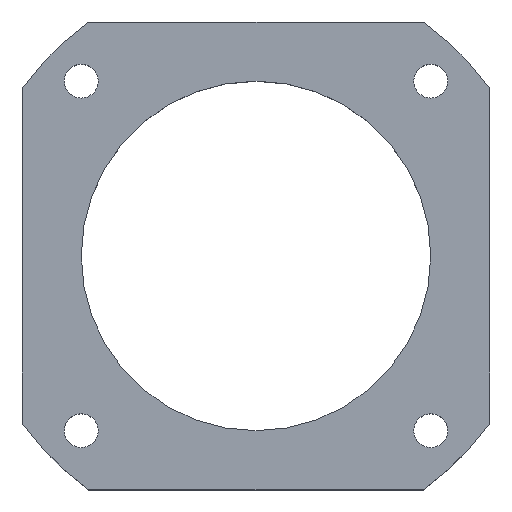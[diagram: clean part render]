
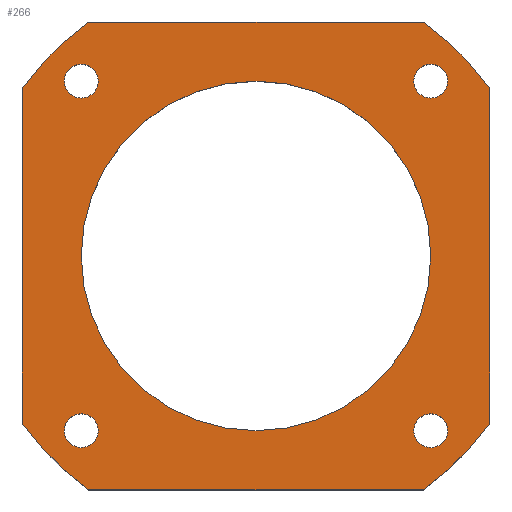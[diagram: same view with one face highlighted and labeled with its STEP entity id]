
A CAD part, top view. The second image highlights one B-rep face of the part: STEP entity #266.
In plain terms, the highlighted planar face has unit normal (0, 0, 1).
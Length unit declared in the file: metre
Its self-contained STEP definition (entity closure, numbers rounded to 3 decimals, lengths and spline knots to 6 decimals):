
#30=CIRCLE('',#304,0.0255);
#31=CIRCLE('',#305,0.0255);
#32=CIRCLE('',#306,0.0255);
#33=CIRCLE('',#307,0.0255);
#34=CIRCLE('',#308,0.0155);
#35=CIRCLE('',#309,0.0015);
#36=CIRCLE('',#310,0.0015);
#37=CIRCLE('',#311,0.0015);
#38=CIRCLE('',#312,0.0015);
#52=ORIENTED_EDGE('',*,*,#120,.F.);
#53=ORIENTED_EDGE('',*,*,#121,.F.);
#54=ORIENTED_EDGE('',*,*,#122,.F.);
#55=ORIENTED_EDGE('',*,*,#123,.F.);
#56=ORIENTED_EDGE('',*,*,#124,.F.);
#57=ORIENTED_EDGE('',*,*,#125,.F.);
#58=ORIENTED_EDGE('',*,*,#126,.F.);
#59=ORIENTED_EDGE('',*,*,#127,.F.);
#60=ORIENTED_EDGE('',*,*,#128,.T.);
#61=ORIENTED_EDGE('',*,*,#129,.F.);
#62=ORIENTED_EDGE('',*,*,#130,.F.);
#63=ORIENTED_EDGE('',*,*,#131,.F.);
#64=ORIENTED_EDGE('',*,*,#132,.F.);
#120=EDGE_CURVE('',#154,#155,#171,.T.);
#121=EDGE_CURVE('',#156,#154,#30,.T.);
#122=EDGE_CURVE('',#157,#156,#172,.T.);
#123=EDGE_CURVE('',#158,#157,#31,.T.);
#124=EDGE_CURVE('',#159,#158,#173,.T.);
#125=EDGE_CURVE('',#160,#159,#32,.T.);
#126=EDGE_CURVE('',#161,#160,#174,.T.);
#127=EDGE_CURVE('',#155,#161,#33,.T.);
#128=EDGE_CURVE('',#162,#162,#34,.T.);
#129=EDGE_CURVE('',#163,#163,#35,.T.);
#130=EDGE_CURVE('',#164,#164,#36,.T.);
#131=EDGE_CURVE('',#165,#165,#37,.T.);
#132=EDGE_CURVE('',#166,#166,#38,.T.);
#154=VERTEX_POINT('',#440);
#155=VERTEX_POINT('',#441);
#156=VERTEX_POINT('',#443);
#157=VERTEX_POINT('',#445);
#158=VERTEX_POINT('',#447);
#159=VERTEX_POINT('',#449);
#160=VERTEX_POINT('',#451);
#161=VERTEX_POINT('',#453);
#162=VERTEX_POINT('',#456);
#163=VERTEX_POINT('',#458);
#164=VERTEX_POINT('',#460);
#165=VERTEX_POINT('',#462);
#166=VERTEX_POINT('',#464);
#171=LINE('',#439,#187);
#172=LINE('',#444,#188);
#173=LINE('',#448,#189);
#174=LINE('',#452,#190);
#187=VECTOR('',#354,1.);
#188=VECTOR('',#357,1.);
#189=VECTOR('',#360,1.);
#190=VECTOR('',#363,1.);
#205=EDGE_LOOP('',(#52,#53,#54,#55,#56,#57,#58,#59));
#206=EDGE_LOOP('',(#60));
#207=EDGE_LOOP('',(#61));
#208=EDGE_LOOP('',(#62));
#209=EDGE_LOOP('',(#63));
#210=EDGE_LOOP('',(#64));
#235=FACE_BOUND('',#205,.T.);
#236=FACE_BOUND('',#206,.T.);
#237=FACE_BOUND('',#207,.T.);
#238=FACE_BOUND('',#208,.T.);
#239=FACE_BOUND('',#209,.T.);
#240=FACE_BOUND('',#210,.T.);
#260=PLANE('',#303);
#266=ADVANCED_FACE('',(#235,#236,#237,#238,#239,#240),#260,.F.);
#303=AXIS2_PLACEMENT_3D('',#438,#352,#353);
#304=AXIS2_PLACEMENT_3D('',#442,#355,#356);
#305=AXIS2_PLACEMENT_3D('',#446,#358,#359);
#306=AXIS2_PLACEMENT_3D('',#450,#361,#362);
#307=AXIS2_PLACEMENT_3D('',#454,#364,#365);
#308=AXIS2_PLACEMENT_3D('',#455,#366,#367);
#309=AXIS2_PLACEMENT_3D('',#457,#368,#369);
#310=AXIS2_PLACEMENT_3D('',#459,#370,#371);
#311=AXIS2_PLACEMENT_3D('',#461,#372,#373);
#312=AXIS2_PLACEMENT_3D('',#463,#374,#375);
#352=DIRECTION('',(0.,0.,-1.));
#353=DIRECTION('',(-1.,0.,0.));
#354=DIRECTION('',(-1.,0.,0.));
#355=DIRECTION('',(0.,0.,-1.));
#356=DIRECTION('',(1.,0.,0.));
#357=DIRECTION('',(0.,-1.,0.));
#358=DIRECTION('',(0.,0.,-1.));
#359=DIRECTION('',(1.,0.,0.));
#360=DIRECTION('',(1.,0.,0.));
#361=DIRECTION('',(0.,0.,-1.));
#362=DIRECTION('',(1.,0.,0.));
#363=DIRECTION('',(0.,1.,0.));
#364=DIRECTION('',(0.,0.,-1.));
#365=DIRECTION('',(1.,0.,0.));
#366=DIRECTION('',(0.,0.,-1.));
#367=DIRECTION('',(1.,0.,0.));
#368=DIRECTION('',(0.,0.,1.));
#369=DIRECTION('',(1.,0.,0.));
#370=DIRECTION('',(0.,0.,1.));
#371=DIRECTION('',(1.,0.,0.));
#372=DIRECTION('',(0.,0.,1.));
#373=DIRECTION('',(1.,0.,0.));
#374=DIRECTION('',(0.,0.,1.));
#375=DIRECTION('',(1.,0.,0.));
#438=CARTESIAN_POINT('',(0.,0.012659,0.028659));
#439=CARTESIAN_POINT('',(-0.014822,-0.008091,0.028659));
#440=CARTESIAN_POINT('',(0.014822,-0.008091,0.028659));
#441=CARTESIAN_POINT('',(-0.014822,-0.008091,0.028659));
#442=CARTESIAN_POINT('',(0.,0.012659,0.028659));
#443=CARTESIAN_POINT('',(0.02075,-0.002163,0.028659));
#444=CARTESIAN_POINT('',(0.02075,-0.002163,0.028659));
#445=CARTESIAN_POINT('',(0.02075,0.027481,0.028659));
#446=CARTESIAN_POINT('',(0.,0.012659,0.028659));
#447=CARTESIAN_POINT('',(0.014822,0.033409,0.028659));
#448=CARTESIAN_POINT('',(0.014822,0.033409,0.028659));
#449=CARTESIAN_POINT('',(-0.014822,0.033409,0.028659));
#450=CARTESIAN_POINT('',(0.,0.012659,0.028659));
#451=CARTESIAN_POINT('',(-0.02075,0.027481,0.028659));
#452=CARTESIAN_POINT('',(-0.02075,0.027481,0.028659));
#453=CARTESIAN_POINT('',(-0.02075,-0.002163,0.028659));
#454=CARTESIAN_POINT('',(0.,0.012659,0.028659));
#455=CARTESIAN_POINT('',(0.,0.012659,0.028659));
#456=CARTESIAN_POINT('',(0.0155,0.012659,0.028659));
#457=CARTESIAN_POINT('',(0.0155,0.028159,0.028659));
#458=CARTESIAN_POINT('',(0.017,0.028159,0.028659));
#459=CARTESIAN_POINT('',(-0.0155,-0.002841,0.028659));
#460=CARTESIAN_POINT('',(-0.014,-0.002841,0.028659));
#461=CARTESIAN_POINT('',(-0.0155,0.028159,0.028659));
#462=CARTESIAN_POINT('',(-0.014,0.028159,0.028659));
#463=CARTESIAN_POINT('',(0.0155,-0.002841,0.028659));
#464=CARTESIAN_POINT('',(0.017,-0.002841,0.028659));
